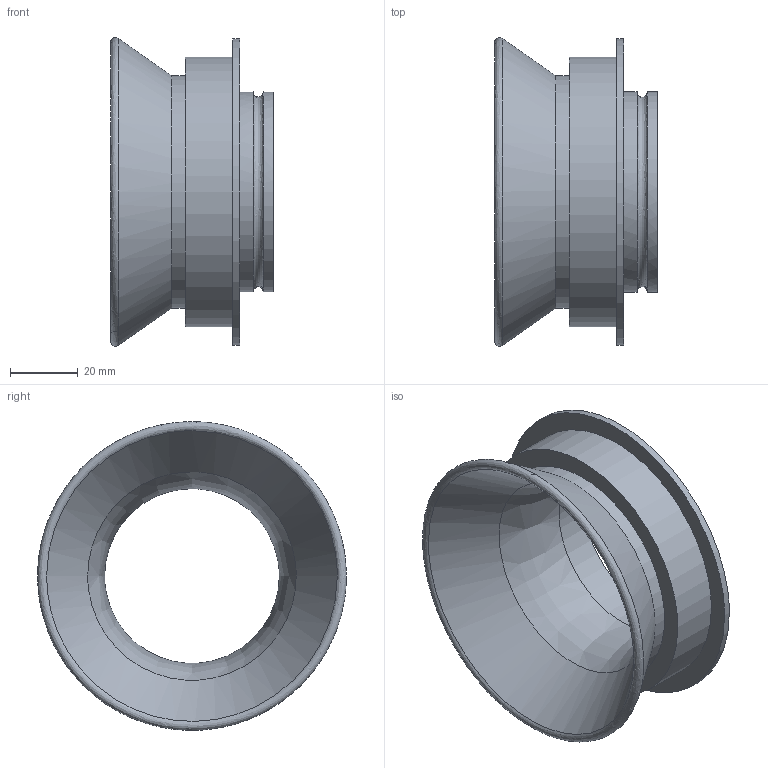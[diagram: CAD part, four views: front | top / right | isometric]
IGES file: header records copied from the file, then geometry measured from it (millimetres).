
Global section: file name: Stack 1; native system: Autodesk Inventor 2017; preprocessor: unknown; author: James Simpson; date: 20180517.091555; units: millimetre
Bounding box: 48.02 x 91.02 x 91.03 mm (x, y, z)
Volume: 70830.9 mm3; surface area: 30368.3 mm2
Topology: 1 solids, 1 shells, 15 faces, 45 edges, 34 vertices
Faces by surface type: bspline 15
